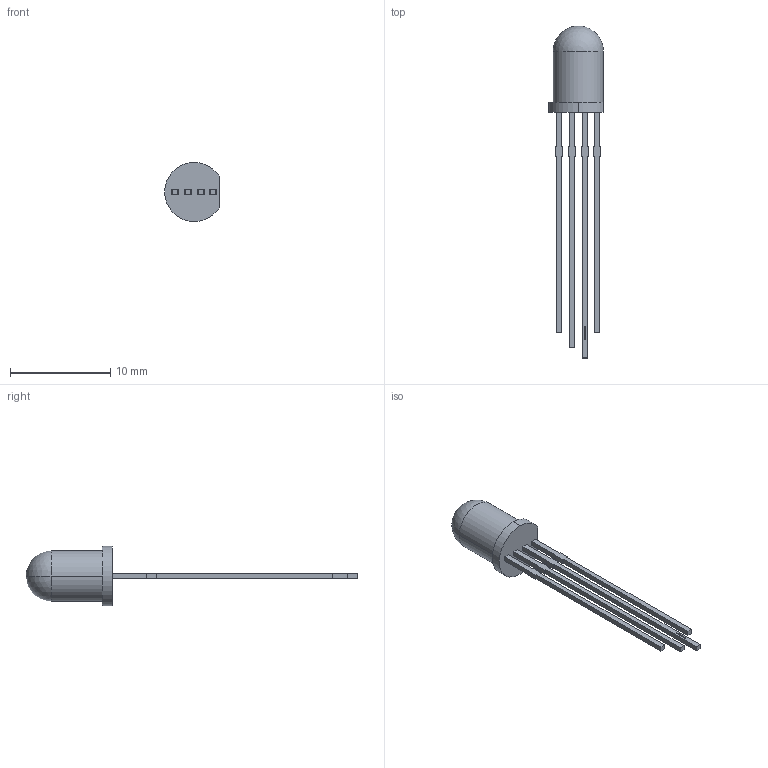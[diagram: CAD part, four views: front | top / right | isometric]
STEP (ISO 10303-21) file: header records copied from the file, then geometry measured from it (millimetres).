
FILE_DESCRIPTION (( 'STEP AP214' ), '1' );
FILE_NAME ('WP154A4.STEP', '2008-09-07T18:23:50', ( '' ), ( '' ), 'SwSTEP 2.0', 'SolidWorks 2008', '' );
FILE_SCHEMA (( 'AUTOMOTIVE_DESIGN' ));
Length unit declared in the file: millimetre
Products named in the file (1): WP154A4
Bounding box: 5.45 x 33.1 x 5.9 mm (x, y, z)
Volume: 182.6 mm3; surface area: 357.3 mm2
Topology: 1 solids, 1 shells, 345 faces, 934 edges, 621 vertices
Faces by surface type: plane 222, bspline 116, cylinder 5, sphere 2
Entity records: 19986 total; most frequent: CARTESIAN_POINT 8283, ORIENTED_EDGE 1860, DIRECTION 1170, EDGE_CURVE 930, VECTOR 686, LINE 686, VERTEX_POINT 619, EDGE_LOOP 377
